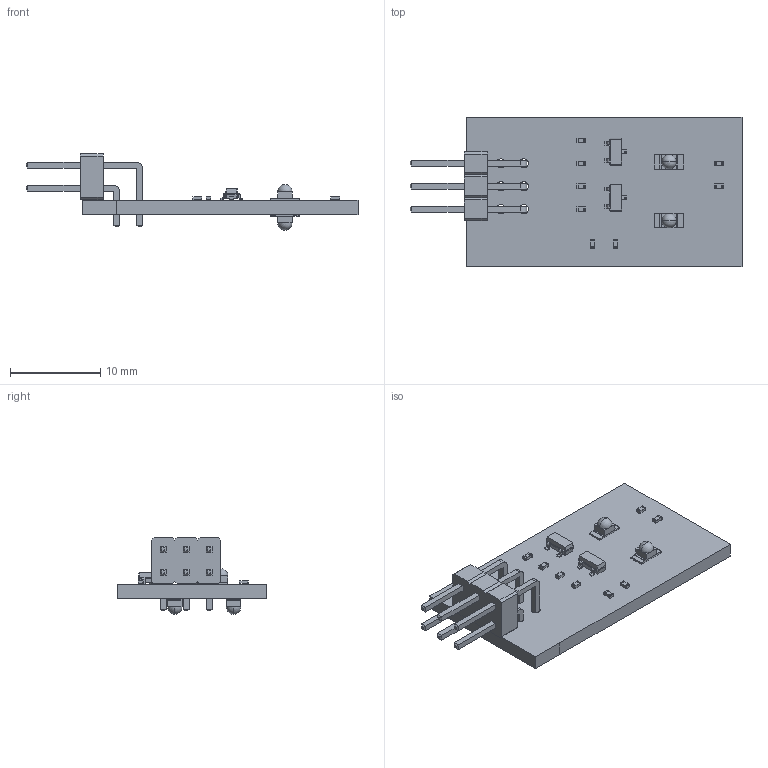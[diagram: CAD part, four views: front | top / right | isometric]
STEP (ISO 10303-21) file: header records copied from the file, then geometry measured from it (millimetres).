
FILE_DESCRIPTION(('KiCad electronic assembly'),'2;1');
FILE_NAME('opticalport.step','2021-03-05T13:55:54',('An Author'),( 'A Company'),'Open CASCADE STEP processor 7.5', 'KiCad to STEP converter','Unknown');
FILE_SCHEMA(('AUTOMOTIVE_DESIGN { 1 0 10303 214 1 1 1 1 }'));
Length unit declared in the file: millimetre
Products named in the file (10): Open CASCADE STEP translator 7.5 1; PinHeader_2x03_P2.54mm_Horizontal; SOLID; R_0402_1005Metric; SOT-23; APTD3216; COMPOUND
Assembly tree (20 placements, depth 3):
  Open CASCADE STEP translator 7.5 1
    PinHeader_2x03_P2.54mm_Horizontal
      SOLID
    R_0402_1005Metric  x8
      SOLID
    SOT-23  x2
      SOLID
    APTD3216  x4
      COMPOUND
    COMPOUND
Bounding box: 36.71 x 16.51 x 8.46 mm (x, y, z)
Volume: 956.7 mm3; surface area: 1747.3 mm2
Topology: 48 solids, 48 shells, 846 faces, 2046 edges, 1308 vertices
Faces by surface type: plane 652, cylinder 100, bspline 86, sphere 8
Full cylindrical faces by diameter (mm): 1 x6
Entity records: 23160 total; most frequent: CARTESIAN_POINT 4383, DIRECTION 3036, LINE 2198, VECTOR 2198, ORIENTED_EDGE 1648, PCURVE 1648, DEFINITIONAL_REPRESENTATION 1648, EDGE_CURVE 824
